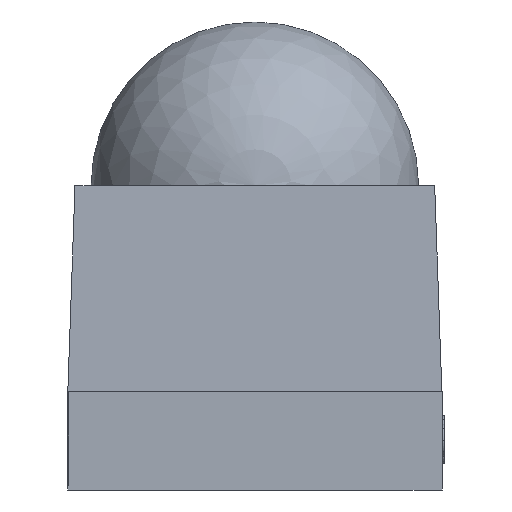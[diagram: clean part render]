
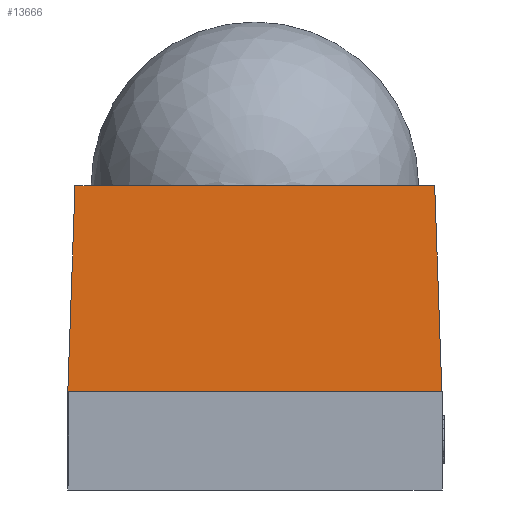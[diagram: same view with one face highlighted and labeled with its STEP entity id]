
A CAD part, left-side view. The second image highlights one B-rep face of the part: STEP entity #13666.
In plain terms, the highlighted planar face has unit normal (-0.999, 0, 0.035).
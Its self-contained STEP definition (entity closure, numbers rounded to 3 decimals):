
#273 = LINE ( 'NONE', #13289, #1525 ) ;
#315 = CARTESIAN_POINT ( 'NONE',  ( -0.8, -0.8, 0.38 ) ) ;
#1047 = CARTESIAN_POINT ( 'NONE',  ( -0.8, 0., 0.38 ) ) ;
#1365 = VERTEX_POINT ( 'NONE', #8230 ) ;
#1378 = LINE ( 'NONE', #1047, #9251 ) ;
#1395 = CARTESIAN_POINT ( 'NONE',  ( -0.798, -0.798, 0.436 ) ) ;
#1525 = VECTOR ( 'NONE', #2755, 1000. ) ;
#1867 = CARTESIAN_POINT ( 'NONE',  ( -0.8, -0.1, 0.38 ) ) ;
#2323 = ORIENTED_EDGE ( 'NONE', *, *, #2737, .F. ) ;
#2737 = EDGE_CURVE ( 'NONE', #1365, #11909, #8454, .T. ) ;
#2755 = DIRECTION ( 'NONE',  ( -0.035, 0.035, -0.999 ) ) ;
#2961 = LINE ( 'NONE', #315, #7201 ) ;
#3041 = CARTESIAN_POINT ( 'NONE',  ( -0.8, -0.8, 0.38 ) ) ;
#3154 = AXIS2_PLACEMENT_3D ( 'NONE', #8948, #15248, #7522 ) ;
#3379 = EDGE_CURVE ( 'NONE', #8291, #1365, #9753, .T. ) ;
#3726 = ORIENTED_EDGE ( 'NONE', *, *, #4784, .F. ) ;
#4097 = CARTESIAN_POINT ( 'NONE',  ( -0.8, 0.1, 0.38 ) ) ;
#4197 = VERTEX_POINT ( 'NONE', #10558 ) ;
#4784 = EDGE_CURVE ( 'NONE', #7431, #13687, #1378, .T. ) ;
#4954 = PLANE ( 'NONE',  #3154 ) ;
#6604 = DIRECTION ( 'NONE',  ( 0., 1., 0. ) ) ;
#6625 = DIRECTION ( 'NONE',  ( -0.035, -0.035, -0.999 ) ) ;
#7089 = DIRECTION ( 'NONE',  ( 0., -1., 0. ) ) ;
#7201 = VECTOR ( 'NONE', #7089, 1000. ) ;
#7230 = EDGE_CURVE ( 'NONE', #4197, #13687, #2961, .T. ) ;
#7426 = ORIENTED_EDGE ( 'NONE', *, *, #16851, .T. ) ;
#7431 = VERTEX_POINT ( 'NONE', #1867 ) ;
#7522 = DIRECTION ( 'NONE',  ( 0.035, 0., 0.999 ) ) ;
#7914 = VECTOR ( 'NONE', #6625, 1000. ) ;
#8095 = CARTESIAN_POINT ( 'NONE',  ( -0.769, 0.769, 1.28 ) ) ;
#8230 = CARTESIAN_POINT ( 'NONE',  ( -0.769, -0.769, 1.28 ) ) ;
#8291 = VERTEX_POINT ( 'NONE', #8095 ) ;
#8454 = LINE ( 'NONE', #1395, #7914 ) ;
#8773 = FACE_OUTER_BOUND ( 'NONE', #13768, .T. ) ;
#8948 = CARTESIAN_POINT ( 'NONE',  ( -0.8, -0.8, 0.38 ) ) ;
#9251 = VECTOR ( 'NONE', #6604, 1000. ) ;
#9753 = LINE ( 'NONE', #9928, #13311 ) ;
#9901 = VECTOR ( 'NONE', #16212, 1000. ) ;
#9928 = CARTESIAN_POINT ( 'NONE',  ( -0.769, -0.8, 1.28 ) ) ;
#10290 = ORIENTED_EDGE ( 'NONE', *, *, #7230, .T. ) ;
#10558 = CARTESIAN_POINT ( 'NONE',  ( -0.8, 0.8, 0.38 ) ) ;
#10855 = ORIENTED_EDGE ( 'NONE', *, *, #14524, .T. ) ;
#11909 = VERTEX_POINT ( 'NONE', #3041 ) ;
#12352 = CARTESIAN_POINT ( 'NONE',  ( -0.8, -0.8, 0.38 ) ) ;
#12690 = ORIENTED_EDGE ( 'NONE', *, *, #3379, .F. ) ;
#13289 = CARTESIAN_POINT ( 'NONE',  ( -0.798, 0.798, 0.436 ) ) ;
#13311 = VECTOR ( 'NONE', #13576, 1000. ) ;
#13576 = DIRECTION ( 'NONE',  ( 0., -1., 0. ) ) ;
#13666 = ADVANCED_FACE ( 'NONE', ( #8773 ), #4954, .T. ) ;
#13687 = VERTEX_POINT ( 'NONE', #4097 ) ;
#13768 = EDGE_LOOP ( 'NONE', ( #10290, #3726, #10855, #2323, #12690, #7426 ) ) ;
#14524 = EDGE_CURVE ( 'NONE', #7431, #11909, #16047, .T. ) ;
#15248 = DIRECTION ( 'NONE',  ( -0.999, 0., 0.035 ) ) ;
#16047 = LINE ( 'NONE', #12352, #9901 ) ;
#16212 = DIRECTION ( 'NONE',  ( 0., -1., 0. ) ) ;
#16851 = EDGE_CURVE ( 'NONE', #8291, #4197, #273, .T. ) ;
